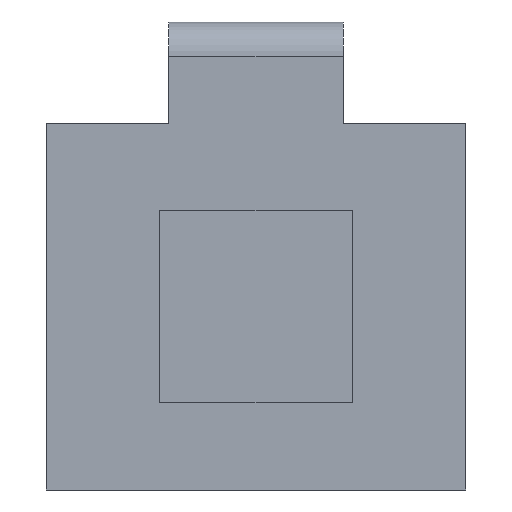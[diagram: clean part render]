
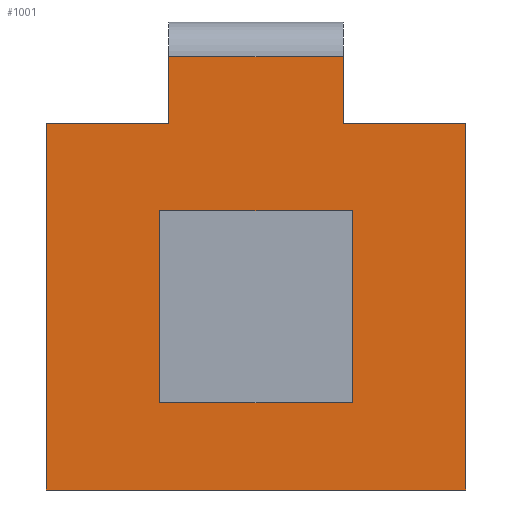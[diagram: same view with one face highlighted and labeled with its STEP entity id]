
A CAD part, front view. The second image highlights one B-rep face of the part: STEP entity #1001.
In plain terms, the highlighted planar face has unit normal (0, -1, 0).
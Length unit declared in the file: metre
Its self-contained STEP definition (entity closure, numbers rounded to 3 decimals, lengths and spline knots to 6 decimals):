
#134=ORIENTED_EDGE('',*,*,#408,.F.);
#135=ORIENTED_EDGE('',*,*,#409,.T.);
#136=ORIENTED_EDGE('',*,*,#410,.T.);
#137=ORIENTED_EDGE('',*,*,#411,.F.);
#138=ORIENTED_EDGE('',*,*,#412,.T.);
#139=ORIENTED_EDGE('',*,*,#413,.F.);
#140=ORIENTED_EDGE('',*,*,#383,.F.);
#141=ORIENTED_EDGE('',*,*,#414,.T.);
#142=ORIENTED_EDGE('',*,*,#415,.T.);
#143=ORIENTED_EDGE('',*,*,#416,.F.);
#144=ORIENTED_EDGE('',*,*,#395,.F.);
#145=ORIENTED_EDGE('',*,*,#407,.T.);
#383=EDGE_CURVE('',#522,#523,#620,.T.);
#395=EDGE_CURVE('',#533,#528,#632,.T.);
#407=EDGE_CURVE('',#533,#540,#644,.T.);
#408=EDGE_CURVE('',#541,#542,#645,.T.);
#409=EDGE_CURVE('',#541,#543,#646,.T.);
#410=EDGE_CURVE('',#543,#544,#647,.T.);
#411=EDGE_CURVE('',#542,#544,#648,.T.);
#412=EDGE_CURVE('',#540,#545,#649,.T.);
#413=EDGE_CURVE('',#523,#545,#650,.T.);
#414=EDGE_CURVE('',#522,#546,#651,.T.);
#415=EDGE_CURVE('',#546,#547,#652,.T.);
#416=EDGE_CURVE('',#528,#547,#653,.T.);
#522=VERTEX_POINT('',#1505);
#523=VERTEX_POINT('',#1507);
#528=VERTEX_POINT('',#1519);
#533=VERTEX_POINT('',#1529);
#540=VERTEX_POINT('',#1552);
#541=VERTEX_POINT('',#1556);
#542=VERTEX_POINT('',#1557);
#543=VERTEX_POINT('',#1559);
#544=VERTEX_POINT('',#1561);
#545=VERTEX_POINT('',#1564);
#546=VERTEX_POINT('',#1567);
#547=VERTEX_POINT('',#1569);
#620=LINE('',#1506,#742);
#632=LINE('',#1530,#754);
#644=LINE('',#1553,#766);
#645=LINE('',#1555,#767);
#646=LINE('',#1558,#768);
#647=LINE('',#1560,#769);
#648=LINE('',#1562,#770);
#649=LINE('',#1563,#771);
#650=LINE('',#1565,#772);
#651=LINE('',#1566,#773);
#652=LINE('',#1568,#774);
#653=LINE('',#1570,#775);
#742=VECTOR('',#1200,1.);
#754=VECTOR('',#1214,1.);
#766=VECTOR('',#1234,1.);
#767=VECTOR('',#1237,1.);
#768=VECTOR('',#1238,1.);
#769=VECTOR('',#1239,1.);
#770=VECTOR('',#1240,1.);
#771=VECTOR('',#1241,1.);
#772=VECTOR('',#1242,1.);
#773=VECTOR('',#1243,1.);
#774=VECTOR('',#1244,1.);
#775=VECTOR('',#1245,1.);
#837=EDGE_LOOP('',(#134,#135,#136,#137));
#838=EDGE_LOOP('',(#138,#139,#140,#141,#142,#143,#144,#145));
#899=FACE_BOUND('',#837,.T.);
#900=FACE_BOUND('',#838,.T.);
#959=PLANE('',#1073);
#1001=ADVANCED_FACE('',(#899,#900),#959,.F.);
#1073=AXIS2_PLACEMENT_3D('',#1554,#1235,#1236);
#1200=DIRECTION('',(1.,0.,0.));
#1214=DIRECTION('',(1.,0.,0.));
#1234=DIRECTION('',(0.,0.,-1.));
#1235=DIRECTION('',(0.,1.,0.));
#1236=DIRECTION('',(0.,0.,1.));
#1237=DIRECTION('',(0.,0.,-1.));
#1238=DIRECTION('',(1.,0.,0.));
#1239=DIRECTION('',(0.,0.,-1.));
#1240=DIRECTION('',(1.,0.,0.));
#1241=DIRECTION('',(1.,0.,0.));
#1242=DIRECTION('',(0.,0.,-1.));
#1243=DIRECTION('',(0.,0.,1.));
#1244=DIRECTION('',(-1.,0.,0.));
#1245=DIRECTION('',(0.,0.,1.));
#1505=CARTESIAN_POINT('',(0.0025,-0.0173,0.0105));
#1506=CARTESIAN_POINT('',(0.,-0.0173,0.0105));
#1507=CARTESIAN_POINT('',(0.006,-0.0173,0.0105));
#1519=CARTESIAN_POINT('',(-0.0025,-0.0173,0.0105));
#1529=CARTESIAN_POINT('',(-0.006,-0.0173,0.0105));
#1530=CARTESIAN_POINT('',(0.,-0.0173,0.0105));
#1552=CARTESIAN_POINT('',(-0.006,-0.0173,0.));
#1553=CARTESIAN_POINT('',(-0.006,-0.0173,0.0105));
#1554=CARTESIAN_POINT('',(0.,-0.0173,0.0105));
#1555=CARTESIAN_POINT('',(-0.00275,-0.0173,0.00525));
#1556=CARTESIAN_POINT('',(-0.00275,-0.0173,0.008));
#1557=CARTESIAN_POINT('',(-0.00275,-0.0173,0.0025));
#1558=CARTESIAN_POINT('',(0.,-0.0173,0.008));
#1559=CARTESIAN_POINT('',(0.00275,-0.0173,0.008));
#1560=CARTESIAN_POINT('',(0.00275,-0.0173,0.00525));
#1561=CARTESIAN_POINT('',(0.00275,-0.0173,0.0025));
#1562=CARTESIAN_POINT('',(0.,-0.0173,0.0025));
#1563=CARTESIAN_POINT('',(0.,-0.0173,0.));
#1564=CARTESIAN_POINT('',(0.006,-0.0173,0.));
#1565=CARTESIAN_POINT('',(0.006,-0.0173,0.0105));
#1566=CARTESIAN_POINT('',(0.0025,-0.0173,0.01145));
#1567=CARTESIAN_POINT('',(0.0025,-0.0173,0.0124));
#1568=CARTESIAN_POINT('',(0.0025,-0.0173,0.0124));
#1569=CARTESIAN_POINT('',(-0.0025,-0.0173,0.0124));
#1570=CARTESIAN_POINT('',(-0.0025,-0.0173,0.01145));
